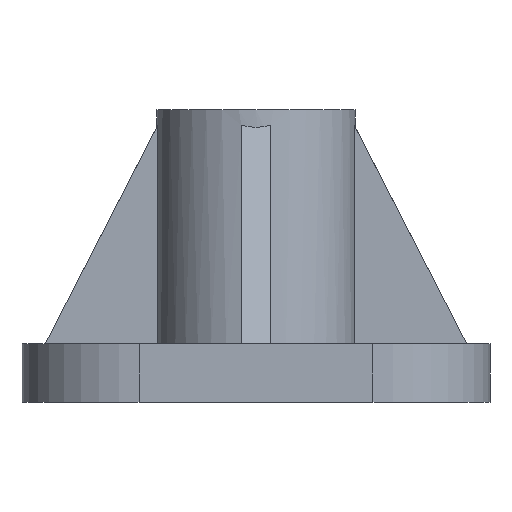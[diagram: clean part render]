
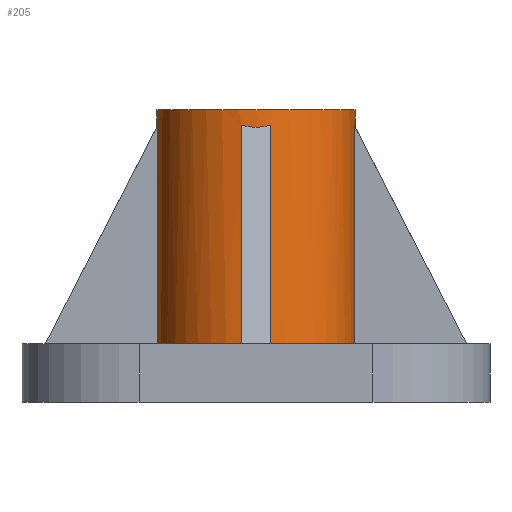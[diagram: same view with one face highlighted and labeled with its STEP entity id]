
A CAD part, front view. The second image highlights one B-rep face of the part: STEP entity #205.
In plain terms, the highlighted cylindrical face has radius 17 mm (diameter 34 mm), a partial arc.
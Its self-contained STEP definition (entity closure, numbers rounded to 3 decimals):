
#21 = CARTESIAN_POINT ( 'NONE',  ( 2.5, -16.815, 10. ) ) ;
#23 = ORIENTED_EDGE ( 'NONE', *, *, #120, .F. ) ;
#69 = ORIENTED_EDGE ( 'NONE', *, *, #1024, .F. ) ;
#76 = CARTESIAN_POINT ( 'NONE',  ( 17., 0., 47. ) ) ;
#93 = DIRECTION ( 'NONE',  ( 0., 0., 1. ) ) ;
#96 = CARTESIAN_POINT ( 'NONE',  ( -16.815, -2.5, 47.36 ) ) ;
#105 = CARTESIAN_POINT ( 'NONE',  ( 17., 0., 50. ) ) ;
#115 = ORIENTED_EDGE ( 'NONE', *, *, #317, .T. ) ;
#120 = EDGE_CURVE ( 'NONE', #990, #609, #177, .T. ) ;
#130 = CYLINDRICAL_SURFACE ( 'NONE', #546, 17. ) ;
#136 = DIRECTION ( 'NONE',  ( 0., 0., -1. ) ) ;
#141 = CARTESIAN_POINT ( 'NONE',  ( -2.5, -16.815, 10. ) ) ;
#145 = VERTEX_POINT ( 'NONE', #105 ) ;
#174 = CARTESIAN_POINT ( 'NONE',  ( 17., -0.837, 47. ) ) ;
#175 = DIRECTION ( 'NONE',  ( 0., 0., 1. ) ) ;
#177 = LINE ( 'NONE', #266, #624 ) ;
#183 = CARTESIAN_POINT ( 'NONE',  ( -17., 0., 47. ) ) ;
#185 = DIRECTION ( 'NONE',  ( 0., 0., 1. ) ) ;
#198 = LINE ( 'NONE', #212, #717 ) ;
#205 = ADVANCED_FACE ( 'NONE', ( #979 ), #130, .T. ) ;
#207 = EDGE_CURVE ( 'NONE', #145, #863, #371, .T. ) ;
#212 = CARTESIAN_POINT ( 'NONE',  ( 2.5, -16.815, 50. ) ) ;
#215 = CARTESIAN_POINT ( 'NONE',  ( -17., 0., 47. ) ) ;
#232 = CARTESIAN_POINT ( 'NONE',  ( 17., 0., 47. ) ) ;
#234 = ORIENTED_EDGE ( 'NONE', *, *, #997, .T. ) ;
#238 = EDGE_CURVE ( 'NONE', #636, #883, #198, .T. ) ;
#252 = CARTESIAN_POINT ( 'NONE',  ( 0., 0., 50. ) ) ;
#262 = ORIENTED_EDGE ( 'NONE', *, *, #207, .F. ) ;
#266 = CARTESIAN_POINT ( 'NONE',  ( -16.815, -2.5, 50. ) ) ;
#268 = EDGE_CURVE ( 'NONE', #959, #838, #457, .T. ) ;
#270 = ORIENTED_EDGE ( 'NONE', *, *, #238, .F. ) ;
#279 = CARTESIAN_POINT ( 'NONE',  ( 0., 0., 50. ) ) ;
#309 = CARTESIAN_POINT ( 'NONE',  ( 16.815, -2.5, 47.36 ) ) ;
#312 = VECTOR ( 'NONE', #175, 1000. ) ;
#317 = EDGE_CURVE ( 'NONE', #551, #883, #388, .T. ) ;
#319 = CARTESIAN_POINT ( 'NONE',  ( -16.815, -2.5, 10. ) ) ;
#349 = DIRECTION ( 'NONE',  ( 0., 0., 1. ) ) ;
#360 = CARTESIAN_POINT ( 'NONE',  ( 0., 0., 10. ) ) ;
#364 = DIRECTION ( 'NONE',  ( 0., 0., -1. ) ) ;
#365 = ORIENTED_EDGE ( 'NONE', *, *, #665, .T. ) ;
#371 = LINE ( 'NONE', #1066, #828 ) ;
#381 = EDGE_LOOP ( 'NONE', ( #262, #69, #648, #458, #23, #365, #1049, #115, #270, #984, #234, #485 ) ) ;
#382 = AXIS2_PLACEMENT_3D ( 'NONE', #728, #1000, #1083 ) ;
#385 = CARTESIAN_POINT ( 'NONE',  ( -2.5, -16.815, 47.36 ) ) ;
#388 =( BOUNDED_CURVE ( )  B_SPLINE_CURVE ( 3, ( #385, #973, #550, #721 ),
 .UNSPECIFIED., .F., .F. ) 
 B_SPLINE_CURVE_WITH_KNOTS ( ( 4, 4 ),
 ( 6.136, 6.431 ),
 .UNSPECIFIED. ) 
 CURVE ( )  GEOMETRIC_REPRESENTATION_ITEM ( )  RATIONAL_B_SPLINE_CURVE ( ( 1., 0.993, 0.993, 1. ) ) 
 REPRESENTATION_ITEM ( '' )  );
#389 = CIRCLE ( 'NONE', #957, 17. ) ;
#431 = EDGE_CURVE ( 'NONE', #636, #530, #1004, .T. ) ;
#457 = LINE ( 'NONE', #792, #884 ) ;
#458 = ORIENTED_EDGE ( 'NONE', *, *, #552, .T. ) ;
#459 = LINE ( 'NONE', #952, #832 ) ;
#485 = ORIENTED_EDGE ( 'NONE', *, *, #523, .T. ) ;
#504 = DIRECTION ( 'NONE',  ( 0., 0., 1. ) ) ;
#505 =( BOUNDED_CURVE ( )  B_SPLINE_CURVE ( 3, ( #1023, #840, #174, #76 ),
 .UNSPECIFIED., .F., .F. ) 
 B_SPLINE_CURVE_WITH_KNOTS ( ( 4, 4 ),
 ( 6.136, 6.283 ),
 .UNSPECIFIED. ) 
 CURVE ( )  GEOMETRIC_REPRESENTATION_ITEM ( )  RATIONAL_B_SPLINE_CURVE ( ( 1., 0.998, 0.998, 1. ) ) 
 REPRESENTATION_ITEM ( '' )  );
#523 = EDGE_CURVE ( 'NONE', #810, #863, #505, .T. ) ;
#530 = VERTEX_POINT ( 'NONE', #1014 ) ;
#546 = AXIS2_PLACEMENT_3D ( 'NONE', #279, #364, #564 ) ;
#550 = CARTESIAN_POINT ( 'NONE',  ( 0.839, -17.062, 46.879 ) ) ;
#551 = VERTEX_POINT ( 'NONE', #1030 ) ;
#552 = EDGE_CURVE ( 'NONE', #838, #609, #727, .T. ) ;
#564 = DIRECTION ( 'NONE',  ( -1., 0., 0. ) ) ;
#579 = CARTESIAN_POINT ( 'NONE',  ( -17., 0., 50. ) ) ;
#609 = VERTEX_POINT ( 'NONE', #859 ) ;
#613 = DIRECTION ( 'NONE',  ( 1., 0., 0. ) ) ;
#624 = VECTOR ( 'NONE', #185, 1000. ) ;
#628 = DIRECTION ( 'NONE',  ( 0., 0., 1. ) ) ;
#636 = VERTEX_POINT ( 'NONE', #21 ) ;
#648 = ORIENTED_EDGE ( 'NONE', *, *, #268, .T. ) ;
#665 = EDGE_CURVE ( 'NONE', #990, #849, #389, .T. ) ;
#711 = EDGE_CURVE ( 'NONE', #849, #551, #459, .T. ) ;
#717 = VECTOR ( 'NONE', #628, 1000. ) ;
#721 = CARTESIAN_POINT ( 'NONE',  ( 2.5, -16.815, 47.36 ) ) ;
#727 =( BOUNDED_CURVE ( )  B_SPLINE_CURVE ( 3, ( #183, #950, #942, #96 ),
 .UNSPECIFIED., .F., .F. ) 
 B_SPLINE_CURVE_WITH_KNOTS ( ( 4, 4 ),
 ( 0., 0.148 ),
 .UNSPECIFIED. ) 
 CURVE ( )  GEOMETRIC_REPRESENTATION_ITEM ( )  RATIONAL_B_SPLINE_CURVE ( ( 1., 0.998, 0.998, 1. ) ) 
 REPRESENTATION_ITEM ( '' )  );
#728 = CARTESIAN_POINT ( 'NONE',  ( 0., 0., 10. ) ) ;
#763 = CARTESIAN_POINT ( 'NONE',  ( 16.815, -2.5, 50. ) ) ;
#792 = CARTESIAN_POINT ( 'NONE',  ( -17., 0., 50. ) ) ;
#810 = VERTEX_POINT ( 'NONE', #309 ) ;
#828 = VECTOR ( 'NONE', #876, 1000. ) ;
#832 = VECTOR ( 'NONE', #93, 1000. ) ;
#838 = VERTEX_POINT ( 'NONE', #215 ) ;
#840 = CARTESIAN_POINT ( 'NONE',  ( 16.938, -1.672, 47.12 ) ) ;
#849 = VERTEX_POINT ( 'NONE', #141 ) ;
#859 = CARTESIAN_POINT ( 'NONE',  ( -16.815, -2.5, 47.36 ) ) ;
#863 = VERTEX_POINT ( 'NONE', #232 ) ;
#876 = DIRECTION ( 'NONE',  ( 0., 0., -1. ) ) ;
#883 = VERTEX_POINT ( 'NONE', #982 ) ;
#884 = VECTOR ( 'NONE', #136, 1000. ) ;
#935 = LINE ( 'NONE', #763, #312 ) ;
#938 = CIRCLE ( 'NONE', #975, 17. ) ;
#942 = CARTESIAN_POINT ( 'NONE',  ( -16.938, -1.672, 47.12 ) ) ;
#950 = CARTESIAN_POINT ( 'NONE',  ( -17., -0.837, 47. ) ) ;
#952 = CARTESIAN_POINT ( 'NONE',  ( -2.5, -16.815, 50. ) ) ;
#957 = AXIS2_PLACEMENT_3D ( 'NONE', #360, #349, #613 ) ;
#959 = VERTEX_POINT ( 'NONE', #579 ) ;
#973 = CARTESIAN_POINT ( 'NONE',  ( -0.839, -17.062, 46.879 ) ) ;
#975 = AXIS2_PLACEMENT_3D ( 'NONE', #252, #504, #1005 ) ;
#979 = FACE_OUTER_BOUND ( 'NONE', #381, .T. ) ;
#982 = CARTESIAN_POINT ( 'NONE',  ( 2.5, -16.815, 47.36 ) ) ;
#984 = ORIENTED_EDGE ( 'NONE', *, *, #431, .T. ) ;
#990 = VERTEX_POINT ( 'NONE', #319 ) ;
#997 = EDGE_CURVE ( 'NONE', #530, #810, #935, .T. ) ;
#1000 = DIRECTION ( 'NONE',  ( 0., 0., 1. ) ) ;
#1004 = CIRCLE ( 'NONE', #382, 17. ) ;
#1005 = DIRECTION ( 'NONE',  ( 1., 0., 0. ) ) ;
#1014 = CARTESIAN_POINT ( 'NONE',  ( 16.815, -2.5, 10. ) ) ;
#1023 = CARTESIAN_POINT ( 'NONE',  ( 16.815, -2.5, 47.36 ) ) ;
#1024 = EDGE_CURVE ( 'NONE', #959, #145, #938, .T. ) ;
#1030 = CARTESIAN_POINT ( 'NONE',  ( -2.5, -16.815, 47.36 ) ) ;
#1049 = ORIENTED_EDGE ( 'NONE', *, *, #711, .T. ) ;
#1066 = CARTESIAN_POINT ( 'NONE',  ( 17., 0., 50. ) ) ;
#1083 = DIRECTION ( 'NONE',  ( 1., 0., 0. ) ) ;
